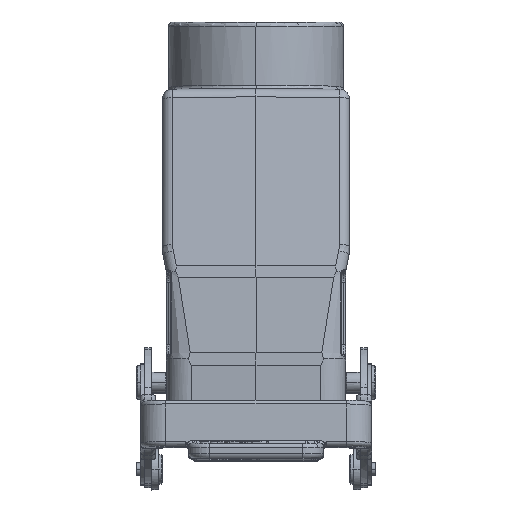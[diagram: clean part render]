
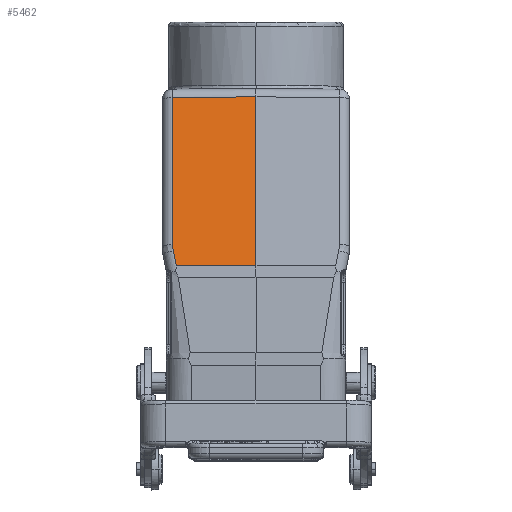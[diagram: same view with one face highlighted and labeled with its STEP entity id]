
A CAD part, top view. The second image highlights one B-rep face of the part: STEP entity #5462.
In plain terms, the highlighted planar face has unit normal (-0.009, 0.19, 0.982).
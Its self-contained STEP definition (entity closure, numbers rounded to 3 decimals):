
#206=(
BOUNDED_CURVE()
B_SPLINE_CURVE(3,(#61288,#61289,#61290,#61291),.UNSPECIFIED.,.F.,.F.)
B_SPLINE_CURVE_WITH_KNOTS((4,4),(0.,1.),.UNSPECIFIED.)
CURVE()
GEOMETRIC_REPRESENTATION_ITEM()
RATIONAL_B_SPLINE_CURVE((1.,1.,1.,
1.))
REPRESENTATION_ITEM('')
);
#2240=PLANE('',#35273);
#3608=FACE_OUTER_BOUND('',#12286,.T.);
#5462=ADVANCED_FACE('NONE',(#3608),#2240,.T.);
#7805=LINE('',#60167,#10045);
#7885=LINE('',#61283,#10125);
#7886=LINE('',#61286,#10126);
#7887=LINE('',#61287,#10127);
#10045=VECTOR('',#40429,1.);
#10125=VECTOR('',#40685,1.);
#10126=VECTOR('',#40686,1.);
#10127=VECTOR('',#40687,1.);
#12286=EDGE_LOOP('',(#20106,#20107,#20108,#20109,#20110,#20111));
#20106=ORIENTED_EDGE('',*,*,#30191,.F.);
#20107=ORIENTED_EDGE('',*,*,#30192,.F.);
#20108=ORIENTED_EDGE('',*,*,#30193,.F.);
#20109=ORIENTED_EDGE('',*,*,#29980,.T.);
#20110=ORIENTED_EDGE('',*,*,#29983,.T.);
#20111=ORIENTED_EDGE('',*,*,#30194,.F.);
#25359=VERTEX_POINT('',#59085);
#25479=VERTEX_POINT('',#60168);
#25480=VERTEX_POINT('',#60178);
#25595=VERTEX_POINT('',#60982);
#25623=VERTEX_POINT('',#61284);
#25624=VERTEX_POINT('',#61285);
#29980=EDGE_CURVE('NONE',#25479,#25359,#7805,.T.);
#29983=EDGE_CURVE('NONE',#25359,#25480,#33126,.T.);
#30191=EDGE_CURVE('NONE',#25623,#25624,#7885,.T.);
#30192=EDGE_CURVE('NONE',#25595,#25623,#7886,.T.);
#30193=EDGE_CURVE('NONE',#25479,#25595,#7887,.T.);
#30194=EDGE_CURVE('NONE',#25624,#25480,#206,.T.);
#33126=B_SPLINE_CURVE_WITH_KNOTS('',3,(#60180,#60181,#60182,#60183),
 .UNSPECIFIED.,.F.,.F.,(4,4),(0.,1.),.UNSPECIFIED.);
#35273=AXIS2_PLACEMENT_3D('',#61292,#40688,#40689);
#40429=DIRECTION('',(-1.,-0.009,-0.007));
#40685=DIRECTION('',(-0.193,0.963,-0.188));
#40686=DIRECTION('',(-1.,0.,-0.009));
#40687=DIRECTION('',(0.,-0.982,0.19));
#40688=DIRECTION('',(-0.009,0.19,0.982));
#40689=DIRECTION('',(0.,-0.982,0.19));
#59085=CARTESIAN_POINT('',(-20.022,19.215,49.747));
#60167=CARTESIAN_POINT('',(0.,19.39,49.891));
#60168=CARTESIAN_POINT('',(0.,19.39,49.891));
#60178=CARTESIAN_POINT('',(-20.022,-16.12,56.573));
#60180=CARTESIAN_POINT('',(-20.022,19.215,49.747));
#60181=CARTESIAN_POINT('',(-20.022,7.437,52.023));
#60182=CARTESIAN_POINT('',(-20.022,-4.342,54.298));
#60183=CARTESIAN_POINT('',(-20.022,-16.12,56.573));
#60982=CARTESIAN_POINT('',(0.,-21.241,57.74));
#61283=CARTESIAN_POINT('',(-18.171,-26.117,58.521));
#61284=CARTESIAN_POINT('',(-19.146,-21.241,57.57));
#61285=CARTESIAN_POINT('',(-19.876,-17.591,56.859));
#61286=CARTESIAN_POINT('',(0.002,-21.241,57.74));
#61287=CARTESIAN_POINT('',(0.,-22.585,58.));
#61288=CARTESIAN_POINT('',(-19.876,-17.591,56.859));
#61289=CARTESIAN_POINT('',(-19.973,-17.107,56.764));
#61290=CARTESIAN_POINT('',(-20.022,-16.614,56.669));
#61291=CARTESIAN_POINT('',(-20.022,-16.12,56.573));
#61292=CARTESIAN_POINT('',(0.,-22.585,58.));
